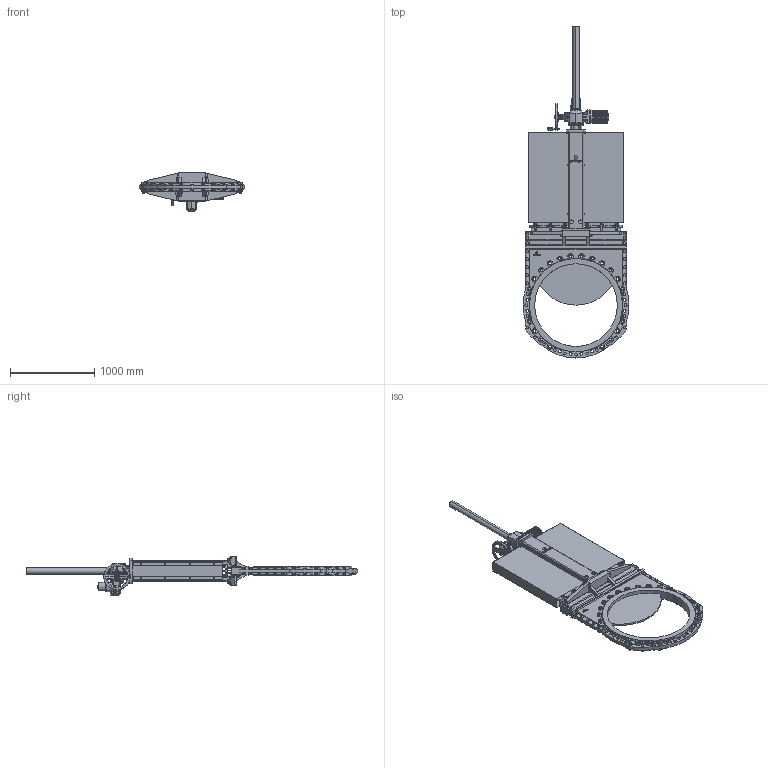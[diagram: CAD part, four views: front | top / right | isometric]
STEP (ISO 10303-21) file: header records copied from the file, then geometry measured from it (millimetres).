
FILE_DESCRIPTION (( 'STEP AP214' ), '1' );
FILE_NAME ('EB DN1000_CAST IRON_ELECTRIC ACTUATOR.STEP', '2012-04-25T10:10:45', ( 'Usuario' ), ( '' ), 'SwSTEP 2.0', 'SolidWorks 2011', '' );
FILE_SCHEMA (( 'AUTOMOTIVE_DESIGN' ));
Length unit declared in the file: millimetre
Products named in the file (1): EB DN1000_CAST IRON_ELECTRIC ACTUATOR
Bounding box: 1255 x 3939.5 x 453.3 mm (x, y, z)
Surface area: 13428059 mm2 (no closed solid volume)
Topology: 0 solids, 295 shells, 2925 faces, 11131 edges, 7941 vertices
Faces by surface type: plane 1129, cylinder 788, bspline 485, cone 299, torus 202, sphere 22
Entity records: 280171 total; most frequent: CARTESIAN_POINT 162367, DIRECTION 16776, ORIENTED_EDGE 16190, EDGE_CURVE 11113, VERTEX_POINT 7941, AXIS2_PLACEMENT_3D 6306, VECTOR 4164, LINE 4164
